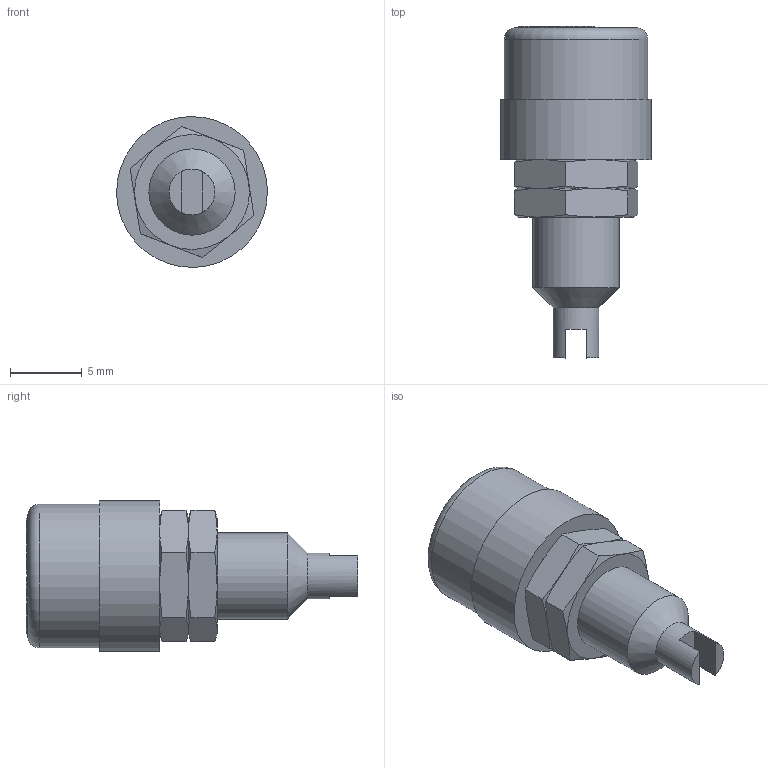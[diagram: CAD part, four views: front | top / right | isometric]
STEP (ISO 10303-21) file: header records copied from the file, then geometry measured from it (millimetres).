
FILE_DESCRIPTION(/* description */ (''),/* implementation_level */ '2;1');
FILE_NAME(/* name */ '930 176 104.stp',/* time_stamp */ '2017-07-13T11:43:11+02:00',/* author */ ('martin.kurz'),/* organization */ (''),/* preprocessor_version */ 'ST-DEVELOPER v16.1',/* originating_system */ 'Autodesk Inventor 2016',/* authorisation */ '');
FILE_SCHEMA (('AUTOMOTIVE_DESIGN { 1 0 10303 214 3 1 1 }'));
Length unit declared in the file: millimetre
Products named in the file (1): Bauteil8
Bounding box: 10.5 x 23.1 x 10.5 mm (x, y, z)
Volume: 918 mm3; surface area: 957 mm2
Topology: 1 solids, 1 shells, 242 faces, 651 edges, 431 vertices
Faces by surface type: plane 161, bspline 66, cone 7, cylinder 6, torus 2
Full cylindrical faces by diameter (mm): 3.2 x1, 4 x1, 4.5 x1, 6 x1, 10 x1, 10.5 x1
Entity records: 8587 total; most frequent: CARTESIAN_POINT 3070, ORIENTED_EDGE 1264, DIRECTION 735, EDGE_CURVE 632, VERTEX_POINT 427, LINE 335, VECTOR 335, EDGE_LOOP 277
